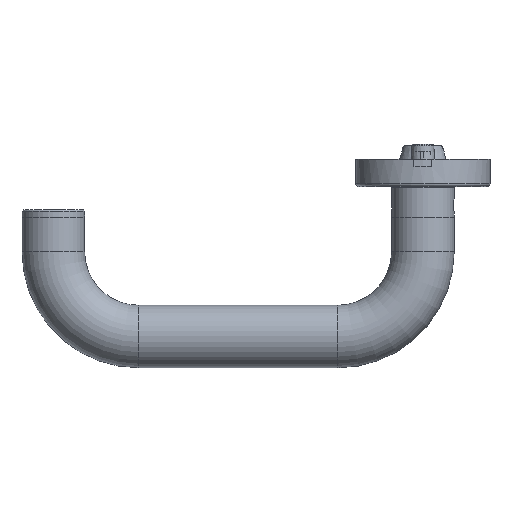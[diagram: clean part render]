
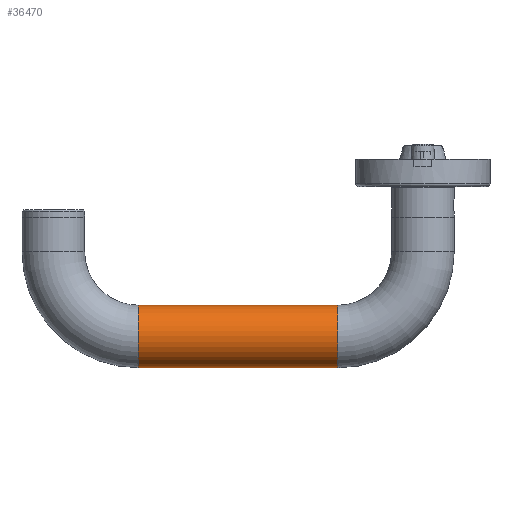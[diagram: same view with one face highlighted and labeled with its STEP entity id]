
A CAD part, front view. The second image highlights one B-rep face of the part: STEP entity #36470.
In plain terms, the highlighted cylindrical face has radius 10.5 mm (diameter 21 mm), a partial arc.
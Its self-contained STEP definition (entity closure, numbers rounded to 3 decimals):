
#36166=DIRECTION('',(1.,0.,0.));
#36167=VECTOR('',#36166,67.);
#36168=CARTESIAN_POINT('',(28.5,-29.5,0.));
#36169=LINE('',#36168,#36167);
#36170=CARTESIAN_POINT('',(28.5,-40.,0.));
#36171=DIRECTION('',(1.,0.,0.));
#36172=DIRECTION('',(0.,-1.,0.));
#36173=AXIS2_PLACEMENT_3D('',#36170,#36171,#36172);
#36175=DIRECTION('',(1.,0.,0.));
#36176=VECTOR('',#36175,67.);
#36177=CARTESIAN_POINT('',(28.5,-50.5,0.));
#36178=LINE('',#36177,#36176);
#36179=CARTESIAN_POINT('',(95.5,-40.,0.));
#36180=DIRECTION('',(1.,0.,0.));
#36181=DIRECTION('',(0.,-1.,0.));
#36182=AXIS2_PLACEMENT_3D('',#36179,#36180,#36181);
#36337=CARTESIAN_POINT('',(28.5,-29.5,0.));
#36338=CARTESIAN_POINT('',(28.5,-50.5,0.));
#36339=VERTEX_POINT('',#36337);
#36340=VERTEX_POINT('',#36338);
#36345=CARTESIAN_POINT('',(95.5,-29.5,0.));
#36346=CARTESIAN_POINT('',(95.5,-50.5,0.));
#36347=VERTEX_POINT('',#36345);
#36348=VERTEX_POINT('',#36346);
#36458=CARTESIAN_POINT('',(28.5,-40.,0.));
#36459=DIRECTION('',(1.,0.,0.));
#36460=DIRECTION('',(0.,1.,0.));
#36461=AXIS2_PLACEMENT_3D('',#36458,#36459,#36460);
#36462=CYLINDRICAL_SURFACE('',#36461,10.5);
#36463=ORIENTED_EDGE('',*,*,#36423,.F.);
#36464=ORIENTED_EDGE('',*,*,#36453,.T.);
#36466=ORIENTED_EDGE('',*,*,#36465,.T.);
#36467=ORIENTED_EDGE('',*,*,#36449,.F.);
#36468=EDGE_LOOP('',(#36463,#36464,#36466,#36467));
#36469=FACE_OUTER_BOUND('',#36468,.F.);
#36470=ADVANCED_FACE('',(#36469),#36462,.T.);
#36174=CIRCLE('',#36173,10.5);
#36183=CIRCLE('',#36182,10.5);
#36423=EDGE_CURVE('',#36340,#36339,#36174,.T.);
#36449=EDGE_CURVE('',#36339,#36347,#36169,.T.);
#36453=EDGE_CURVE('',#36340,#36348,#36178,.T.);
#36465=EDGE_CURVE('',#36348,#36347,#36183,.T.);
